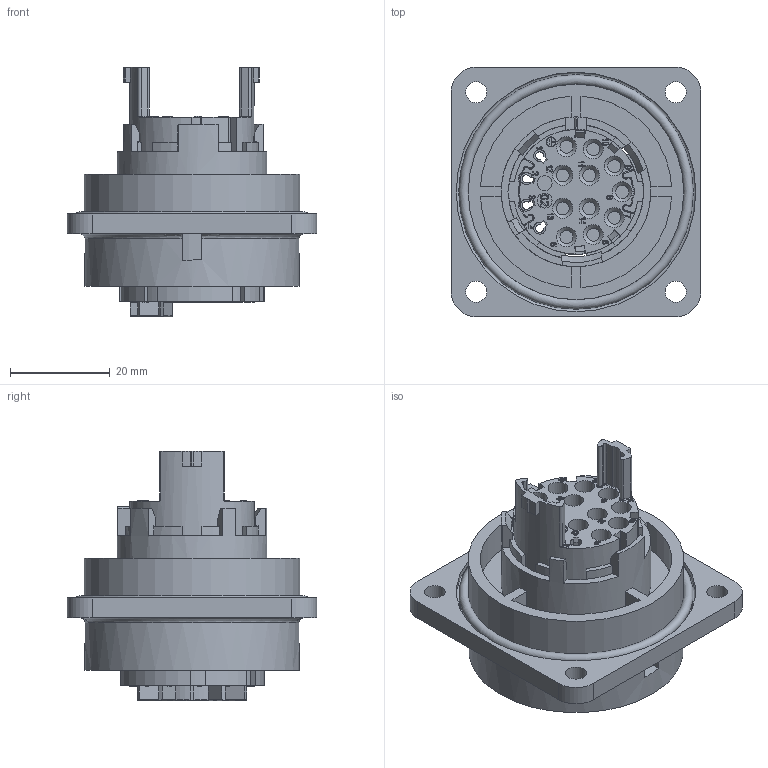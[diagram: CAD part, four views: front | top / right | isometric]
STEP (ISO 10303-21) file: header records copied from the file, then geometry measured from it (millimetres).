
FILE_DESCRIPTION(/* description */ (''),/* implementation_level */ '2;1');
FILE_NAME(/* name */ 'c016 10g014 000 2nxm001-02.stp',/* time_stamp */ '2018-10-17T16:29:56+02:00',/* author */ (''),/* organization */ (''),/* preprocessor_version */ 'ST-DEVELOPER v16',/* originating_system */ 'SIEMENS PLM Software NX 11.0',/* authorisation */ '');
FILE_SCHEMA (('AUTOMOTIVE_DESIGN { 1 0 10303 214 3 1 1 1 }'));
Length unit declared in the file: millimetre
Products named in the file (1): mtol11A4CD26qej1
Bounding box: 50 x 50 x 50 mm (x, y, z)
Volume: 31150.9 mm3; surface area: 27718.8 mm2
Topology: 1 solids, 7 shells, 990 faces, 2715 edges, 1791 vertices
Faces by surface type: plane 567, cylinder 238, extrusion 119, bspline 31, cone 27, torus 8
Full cylindrical faces by diameter (mm): 1.8 x1, 2 x1, 2.6 x11, 3 x2, 3.2 x11, 4 x11, 4.2 x15, 4.75 x7, 29 x1, 30 x1, 38.3 x1, 43 x1, 43.2 x1, 48 x1
Entity records: 39329 total; most frequent: CARTESIAN_POINT 11060, ORIENTED_EDGE 5192, DIRECTION 4421, EDGE_CURVE 2596, VERTEX_POINT 1758, AXIS2_PLACEMENT_3D 1521, VECTOR 1379, LINE 1260
